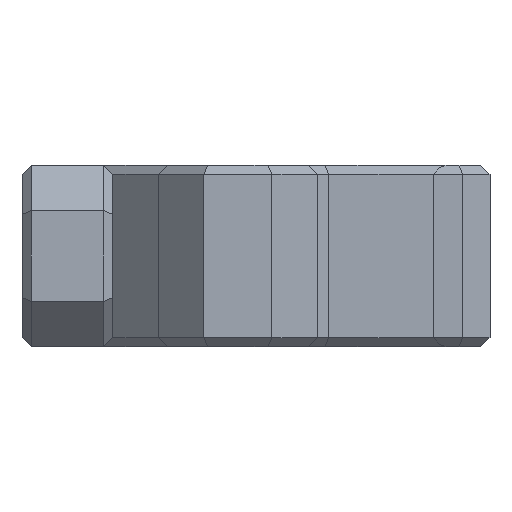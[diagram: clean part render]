
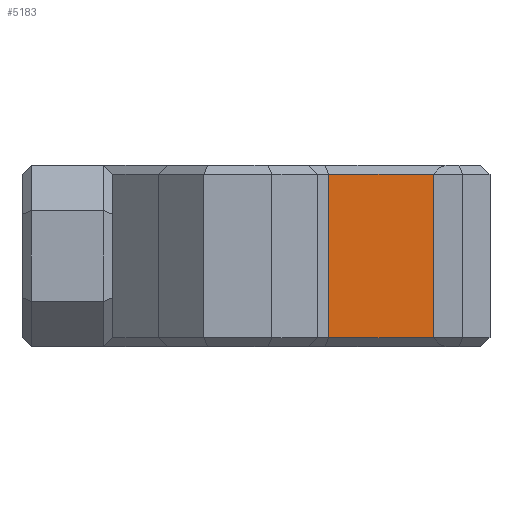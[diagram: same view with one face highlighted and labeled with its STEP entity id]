
A CAD part, left-side view. The second image highlights one B-rep face of the part: STEP entity #5183.
In plain terms, the highlighted planar face has unit normal (-1, 0, 0).
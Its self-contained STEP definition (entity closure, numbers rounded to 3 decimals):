
#536=FACE_OUTER_BOUND('',#845,.T.);
#845=EDGE_LOOP('',(#4647,#4648,#4649,#4650));
#1235=LINE('',#8737,#1822);
#1419=LINE('',#9104,#2006);
#1434=LINE('',#9135,#2021);
#1435=LINE('',#9137,#2022);
#1822=VECTOR('',#6044,10.);
#2006=VECTOR('',#6438,10.);
#2021=VECTOR('',#6483,10.);
#2022=VECTOR('',#6486,10.);
#2387=VERTEX_POINT('',#8734);
#2388=VERTEX_POINT('',#8736);
#2465=VERTEX_POINT('',#9099);
#2466=VERTEX_POINT('',#9103);
#2998=EDGE_CURVE('',#2387,#2388,#1235,.T.);
#3182=EDGE_CURVE('',#2466,#2465,#1419,.T.);
#3198=EDGE_CURVE('',#2466,#2388,#1434,.T.);
#3199=EDGE_CURVE('',#2465,#2387,#1435,.T.);
#4647=ORIENTED_EDGE('',*,*,#2998,.F.);
#4648=ORIENTED_EDGE('',*,*,#3199,.F.);
#4649=ORIENTED_EDGE('',*,*,#3182,.F.);
#4650=ORIENTED_EDGE('',*,*,#3198,.T.);
#4887=PLANE('',#5432);
#5183=ADVANCED_FACE('',(#536),#4887,.T.);
#5432=AXIS2_PLACEMENT_3D('',#9136,#6484,#6485);
#6044=DIRECTION('',(0.,-1.,0.));
#6438=DIRECTION('',(0.,1.,0.));
#6483=DIRECTION('',(0.,0.,1.));
#6484=DIRECTION('center_axis',(-1.,0.,0.));
#6485=DIRECTION('ref_axis',(0.,0.,1.));
#6486=DIRECTION('',(0.,0.,1.));
#8734=CARTESIAN_POINT('',(0.75,2.,-0.4));
#8736=CARTESIAN_POINT('',(0.75,-3.27,-0.4));
#8737=CARTESIAN_POINT('',(0.75,8.25,-0.4));
#9099=CARTESIAN_POINT('',(0.75,2.,-7.6));
#9103=CARTESIAN_POINT('',(0.75,-3.27,-7.6));
#9104=CARTESIAN_POINT('',(0.75,8.25,-7.6));
#9135=CARTESIAN_POINT('',(0.75,-3.27,10.));
#9136=CARTESIAN_POINT('Origin',(0.75,12.,10.));
#9137=CARTESIAN_POINT('',(0.75,2.,1.));
